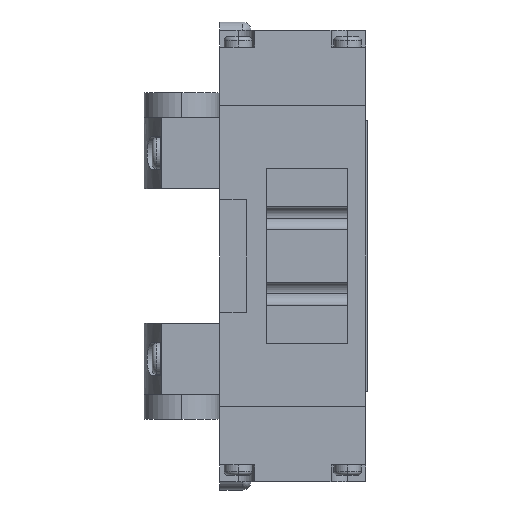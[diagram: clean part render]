
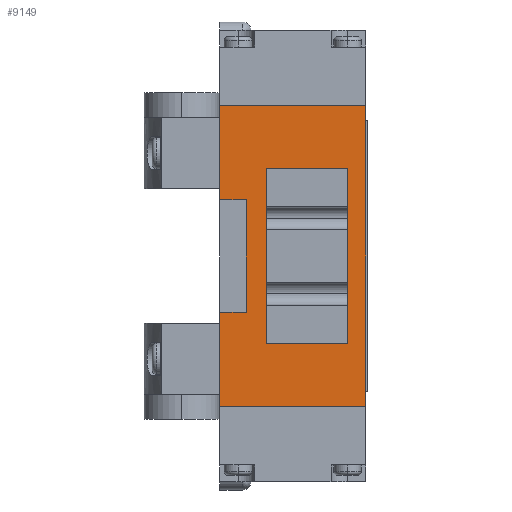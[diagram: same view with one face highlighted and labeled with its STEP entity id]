
A CAD part, left-side view. The second image highlights one B-rep face of the part: STEP entity #9149.
In plain terms, the highlighted planar face has unit normal (-1, 0, 0).
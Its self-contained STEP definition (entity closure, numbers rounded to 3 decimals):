
#820 = EDGE_CURVE ( 'NONE', #11714, #11693, #6373, .T. ) ;
#821 = EDGE_CURVE ( 'NONE', #11650, #11714, #6375, .T. ) ;
#822 = EDGE_CURVE ( 'NONE', #11650, #8208, #6377, .T. ) ;
#823 = EDGE_CURVE ( 'NONE', #8406, #8208, #6379, .T. ) ;
#824 = EDGE_CURVE ( 'NONE', #8406, #8227, #6381, .T. ) ;
#825 = EDGE_CURVE ( 'NONE', #11674, #8227, #6383, .T. ) ;
#826 = EDGE_CURVE ( 'NONE', #8265, #11674, #6385, .T. ) ;
#827 = EDGE_CURVE ( 'NONE', #11693, #8265, #6387, .T. ) ;
#828 = EDGE_CURVE ( 'NONE', #8167, #11736, #6389, .T. ) ;
#829 = EDGE_CURVE ( 'NONE', #11736, #8295, #6391, .T. ) ;
#830 = EDGE_CURVE ( 'NONE', #8295, #8383, #6393, .T. ) ;
#831 = EDGE_CURVE ( 'NONE', #8383, #8167, #6395, .T. ) ;
#1640 = FACE_OUTER_BOUND ( 'NONE', #12520, .T. ) ;
#1641 = FACE_BOUND ( 'NONE', #12518, .T. ) ;
#2759 = CARTESIAN_POINT ( 'NONE',  ( -20., 10.75, -49.5 ) ) ;
#2783 = CARTESIAN_POINT ( 'NONE',  ( -20., -17.85, 0. ) ) ;
#2802 = CARTESIAN_POINT ( 'NONE',  ( -20., 17.15, -22.5 ) ) ;
#2823 = CARTESIAN_POINT ( 'NONE',  ( -20., 10.75, -22.5 ) ) ;
#2845 = CARTESIAN_POINT ( 'NONE',  ( -20., 6.05, -15. ) ) ;
#4128 = PLANE ( 'NONE',  #8715 ) ;
#4129 = CARTESIAN_POINT ( 'NONE',  ( -20., 17.15, -72. ) ) ;
#4130 = DIRECTION ( 'NONE',  ( -1., 0., 0. ) ) ;
#4131 = DIRECTION ( 'NONE',  ( 0., 0., 1. ) ) ;
#5605 = CARTESIAN_POINT ( 'NONE',  ( -20., 17.15, 0. ) ) ;
#5641 = CARTESIAN_POINT ( 'NONE',  ( -20., -17.85, -72. ) ) ;
#5670 = CARTESIAN_POINT ( 'NONE',  ( -20., 17.15, -49.5 ) ) ;
#5822 = CARTESIAN_POINT ( 'NONE',  ( -20., -13.45, -15. ) ) ;
#5830 = CARTESIAN_POINT ( 'NONE',  ( -20., -13.45, -57. ) ) ;
#5928 = CARTESIAN_POINT ( 'NONE',  ( -20., 17.15, -72. ) ) ;
#5972 = CARTESIAN_POINT ( 'NONE',  ( -20., 6.05, -57. ) ) ;
#6373 = LINE ( 'NONE', #9720, #6374 ) ;
#6374 = VECTOR ( 'NONE', #9364, 1000. ) ;
#6375 = LINE ( 'NONE', #9359, #6376 ) ;
#6376 = VECTOR ( 'NONE', #9355, 1000. ) ;
#6377 = LINE ( 'NONE', #9732, #6378 ) ;
#6378 = VECTOR ( 'NONE', #9731, 1000. ) ;
#6379 = LINE ( 'NONE', #9733, #6380 ) ;
#6380 = VECTOR ( 'NONE', #9354, 1000. ) ;
#6381 = LINE ( 'NONE', #9706, #6382 ) ;
#6382 = VECTOR ( 'NONE', #9707, 1000. ) ;
#6383 = LINE ( 'NONE', #9716, #6384 ) ;
#6384 = VECTOR ( 'NONE', #9710, 1000. ) ;
#6385 = LINE ( 'NONE', #9709, #6386 ) ;
#6386 = VECTOR ( 'NONE', #9708, 1000. ) ;
#6387 = LINE ( 'NONE', #9702, #6388 ) ;
#6388 = VECTOR ( 'NONE', #9703, 1000. ) ;
#6389 = LINE ( 'NONE', #9712, #6390 ) ;
#6390 = VECTOR ( 'NONE', #9711, 1000. ) ;
#6391 = LINE ( 'NONE', #9729, #6392 ) ;
#6392 = VECTOR ( 'NONE', #9721, 1000. ) ;
#6393 = LINE ( 'NONE', #9726, #6394 ) ;
#6394 = VECTOR ( 'NONE', #9727, 1000. ) ;
#6395 = LINE ( 'NONE', #9200, #6396 ) ;
#6396 = VECTOR ( 'NONE', #9201, 1000. ) ;
#6825 = ORIENTED_EDGE ( 'NONE', *, *, #831, .T. ) ;
#6826 = ORIENTED_EDGE ( 'NONE', *, *, #830, .T. ) ;
#6830 = ORIENTED_EDGE ( 'NONE', *, *, #829, .T. ) ;
#6831 = ORIENTED_EDGE ( 'NONE', *, *, #828, .T. ) ;
#6832 = ORIENTED_EDGE ( 'NONE', *, *, #827, .F. ) ;
#8167 = VERTEX_POINT ( 'NONE', #5972 ) ;
#8208 = VERTEX_POINT ( 'NONE', #5670 ) ;
#8227 = VERTEX_POINT ( 'NONE', #5641 ) ;
#8265 = VERTEX_POINT ( 'NONE', #5605 ) ;
#8295 = VERTEX_POINT ( 'NONE', #5822 ) ;
#8383 = VERTEX_POINT ( 'NONE', #5830 ) ;
#8406 = VERTEX_POINT ( 'NONE', #5928 ) ;
#8715 = AXIS2_PLACEMENT_3D ( 'NONE', #4129, #4130, #4131 ) ;
#9149 = ADVANCED_FACE ( 'NONE', ( #1640, #1641 ), #4128, .T. ) ;
#9200 = CARTESIAN_POINT ( 'NONE',  ( -20., -13.45, -57. ) ) ;
#9201 = DIRECTION ( 'NONE',  ( 0., 1., 0. ) ) ;
#9354 = DIRECTION ( 'NONE',  ( 0., 0., 1. ) ) ;
#9355 = DIRECTION ( 'NONE',  ( 0., 0., 1. ) ) ;
#9359 = CARTESIAN_POINT ( 'NONE',  ( -20., 10.75, -49.5 ) ) ;
#9364 = DIRECTION ( 'NONE',  ( 0., 1., 0. ) ) ;
#9702 = CARTESIAN_POINT ( 'NONE',  ( -20., 17.15, -72. ) ) ;
#9703 = DIRECTION ( 'NONE',  ( 0., 0., 1. ) ) ;
#9706 = CARTESIAN_POINT ( 'NONE',  ( -20., 17.15, -72. ) ) ;
#9707 = DIRECTION ( 'NONE',  ( 0., -1., 0. ) ) ;
#9708 = DIRECTION ( 'NONE',  ( 0., -1., 0. ) ) ;
#9709 = CARTESIAN_POINT ( 'NONE',  ( -20., 17.15, 0. ) ) ;
#9710 = DIRECTION ( 'NONE',  ( 0., 0., -1. ) ) ;
#9711 = DIRECTION ( 'NONE',  ( 0., 0., 1. ) ) ;
#9712 = CARTESIAN_POINT ( 'NONE',  ( -20., 6.05, -57. ) ) ;
#9716 = CARTESIAN_POINT ( 'NONE',  ( -20., -17.85, -72. ) ) ;
#9720 = CARTESIAN_POINT ( 'NONE',  ( -20., 10.75, -22.5 ) ) ;
#9721 = DIRECTION ( 'NONE',  ( 0., -1., 0. ) ) ;
#9726 = CARTESIAN_POINT ( 'NONE',  ( -20., -13.45, -57. ) ) ;
#9727 = DIRECTION ( 'NONE',  ( 0., 0., -1. ) ) ;
#9729 = CARTESIAN_POINT ( 'NONE',  ( -20., -13.45, -15. ) ) ;
#9731 = DIRECTION ( 'NONE',  ( 0., 1., 0. ) ) ;
#9732 = CARTESIAN_POINT ( 'NONE',  ( -20., 10.75, -49.5 ) ) ;
#9733 = CARTESIAN_POINT ( 'NONE',  ( -20., 17.15, -72. ) ) ;
#11650 = VERTEX_POINT ( 'NONE', #2759 ) ;
#11674 = VERTEX_POINT ( 'NONE', #2783 ) ;
#11693 = VERTEX_POINT ( 'NONE', #2802 ) ;
#11714 = VERTEX_POINT ( 'NONE', #2823 ) ;
#11736 = VERTEX_POINT ( 'NONE', #2845 ) ;
#12511 = ORIENTED_EDGE ( 'NONE', *, *, #820, .F. ) ;
#12512 = ORIENTED_EDGE ( 'NONE', *, *, #821, .F. ) ;
#12513 = ORIENTED_EDGE ( 'NONE', *, *, #822, .T. ) ;
#12514 = ORIENTED_EDGE ( 'NONE', *, *, #823, .F. ) ;
#12515 = ORIENTED_EDGE ( 'NONE', *, *, #824, .T. ) ;
#12516 = ORIENTED_EDGE ( 'NONE', *, *, #825, .F. ) ;
#12517 = ORIENTED_EDGE ( 'NONE', *, *, #826, .F. ) ;
#12518 = EDGE_LOOP ( 'NONE', ( #6831, #6830, #6826, #6825 ) ) ;
#12520 = EDGE_LOOP ( 'NONE', ( #12511, #12512, #12513, #12514, #12515, #12516, #12517, #6832 ) ) ;
